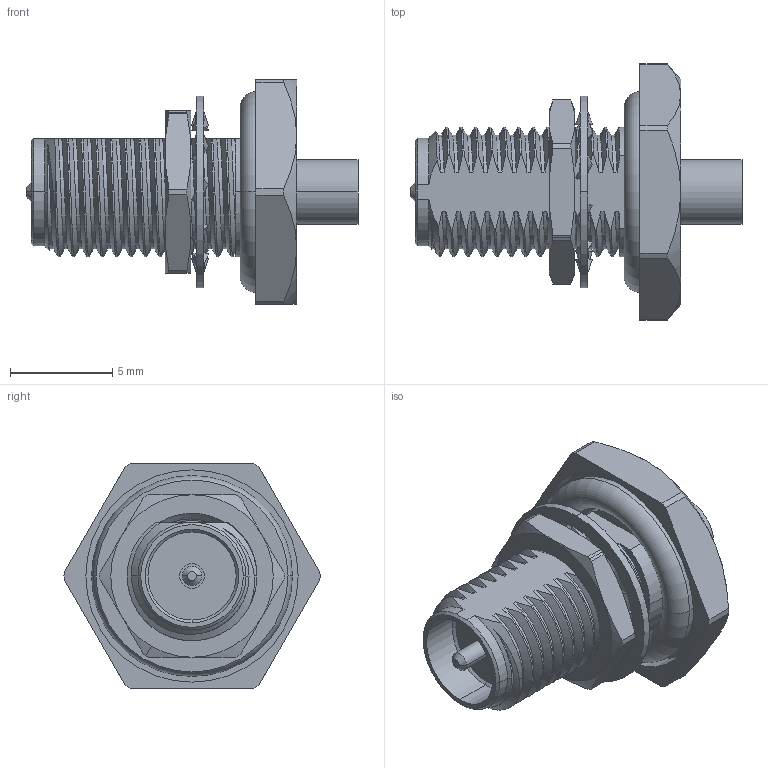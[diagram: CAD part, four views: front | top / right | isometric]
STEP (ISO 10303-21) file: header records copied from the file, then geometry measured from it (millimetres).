
FILE_DESCRIPTION (( 'STEP AP203' ), '1' );
FILE_NAME ('PE4865 ¦ FMCN1414.step', '2019-05-02T23:09:07', ( '' ), ( '' ), 'SwSTEP 2.0', 'SolidWorks 2018', '' );
FILE_SCHEMA (( 'CONFIG_CONTROL_DESIGN' ));
Length unit declared in the file: inch
Products named in the file (1): PE4865 ｦ FMCN1414
Bounding box: 16.26 x 12.54 x 11 mm (x, y, z)
Volume: 525.3 mm3; surface area: 1024.1 mm2
Topology: 4 solids, 4 shells, 254 faces, 729 edges, 488 vertices
Faces by surface type: cylinder 85, bspline 85, plane 41, cone 39, torus 4
Entity records: 24556 total; most frequent: CARTESIAN_POINT 18777, ORIENTED_EDGE 1458, DIRECTION 882, EDGE_CURVE 729, VERTEX_POINT 488, AXIS2_PLACEMENT_3D 331, EDGE_LOOP 265, FACE_OUTER_BOUND 254
